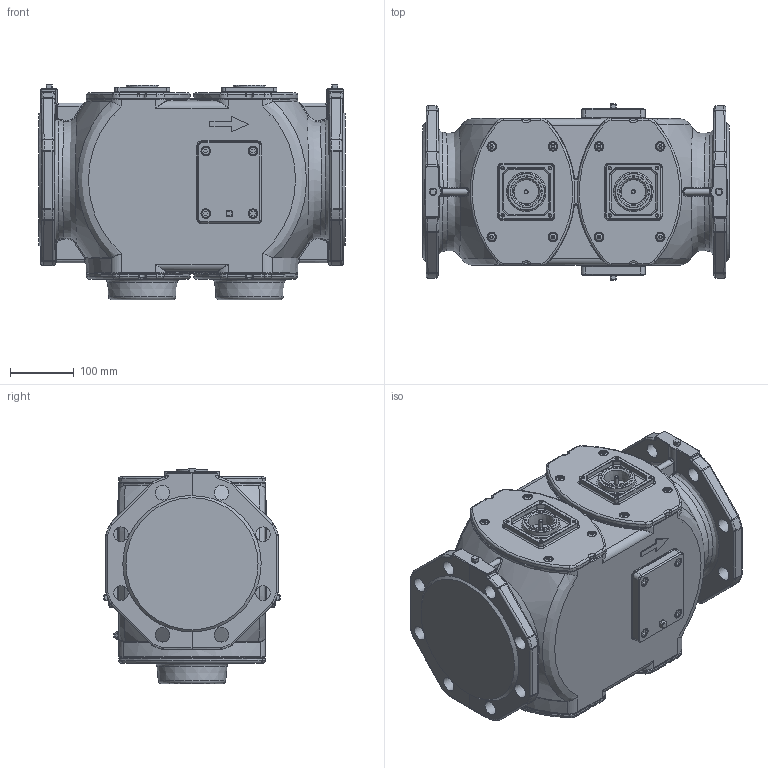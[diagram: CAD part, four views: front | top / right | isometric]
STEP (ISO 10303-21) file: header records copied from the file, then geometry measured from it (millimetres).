
FILE_DESCRIPTION(/* description */ (''),/* implementation_level */ '2;1');
FILE_NAME(/* name */ 'VRD40.150UF.stp',/* time_stamp */ '2016-11-23T12:49:14+01:00',/* author */ (''),/* organization */ (''),/* preprocessor_version */ 'ST-DEVELOPER v15',/* originating_system */ 'SIEMENS PLM Software NX 8.5',/* authorisation */ '');
FILE_SCHEMA (('AUTOMOTIVE_DESIGN { 1 0 10303 214 3 1 1 1 }'));
Products named in the file (1): ront06BC9BC33a2w
Bounding box: 480 x 276 x 337.5 mm (x, y, z)
Volume: 28311399.9 mm3; surface area: 796533.1 mm2
Topology: 1 solids, 51 shells, 1949 faces, 4769 edges, 2927 vertices
Faces by surface type: cylinder 836, plane 425, bspline 285, cone 240, torus 130, sphere 33
Full cylindrical faces by diameter (mm): 4.351 x8, 6 x4, 6.985 x24, 7.794 x16, 8 x8, 13 x24, 14 x24, 23 x16, 50 x2
Entity records: 63715 total; most frequent: CARTESIAN_POINT 21995, DIRECTION 8612, ORIENTED_EDGE 8338, EDGE_CURVE 4169, AXIS2_PLACEMENT_3D 3570, VERTEX_POINT 2737, EDGE_LOOP 2410, ADVANCED_FACE 1949
